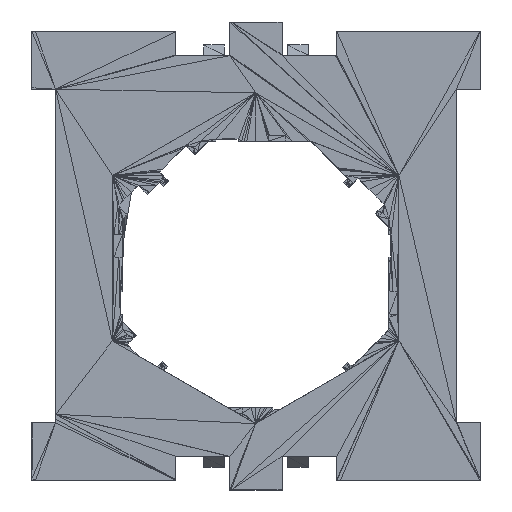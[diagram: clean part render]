
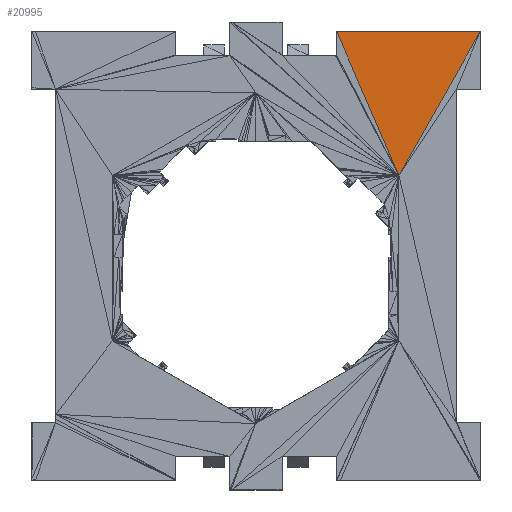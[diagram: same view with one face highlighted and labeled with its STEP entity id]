
A CAD part, top view. The second image highlights one B-rep face of the part: STEP entity #20995.
In plain terms, the highlighted planar face has unit normal (0, 0, 1).
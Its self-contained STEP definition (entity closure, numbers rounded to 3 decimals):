
#1511=FACE_OUTER_BOUND('',#3277,.T.);
#3277=EDGE_LOOP('',(#16916,#16917,#16918,#16919));
#5012=LINE('',#32159,#7671);
#5016=LINE('',#32165,#7675);
#5931=LINE('',#33999,#8590);
#5932=LINE('',#34001,#8591);
#7671=VECTOR('',#25994,10.);
#7675=VECTOR('',#26002,10.);
#8590=VECTOR('',#28417,10.);
#8591=VECTOR('',#28420,10.);
#8900=VERTEX_POINT('',#29340);
#9164=VERTEX_POINT('',#30265);
#9166=VERTEX_POINT('',#30270);
#9581=VERTEX_POINT('',#32158);
#11222=EDGE_CURVE('',#9166,#9581,#5012,.T.);
#11226=EDGE_CURVE('',#9581,#9164,#5016,.T.);
#12141=EDGE_CURVE('',#9166,#8900,#5931,.T.);
#12142=EDGE_CURVE('',#8900,#9164,#5932,.T.);
#16916=ORIENTED_EDGE('',*,*,#11222,.F.);
#16917=ORIENTED_EDGE('',*,*,#12141,.T.);
#16918=ORIENTED_EDGE('',*,*,#12142,.T.);
#16919=ORIENTED_EDGE('',*,*,#11226,.F.);
#19229=PLANE('',#22775);
#20995=ADVANCED_FACE('',(#1511),#19229,.T.);
#22775=AXIS2_PLACEMENT_3D('',#34000,#28418,#28419);
#25994=DIRECTION('',(1.,0.,0.));
#26002=DIRECTION('',(1.,0.,0.));
#28417=DIRECTION('',(0.397,-0.918,0.));
#28418=DIRECTION('center_axis',(0.,0.,1.));
#28419=DIRECTION('ref_axis',(1.,0.,0.));
#28420=DIRECTION('',(0.492,0.871,0.));
#29340=CARTESIAN_POINT('',(4.996,3.448,4.));
#30265=CARTESIAN_POINT('',(7.83,8.461,4.));
#30270=CARTESIAN_POINT('',(2.83,8.461,4.));
#32158=CARTESIAN_POINT('',(2.956,8.461,4.));
#32159=CARTESIAN_POINT('',(2.83,8.461,4.));
#32165=CARTESIAN_POINT('',(2.956,8.461,4.));
#33999=CARTESIAN_POINT('',(2.83,8.461,4.));
#34000=CARTESIAN_POINT('Origin',(4.996,3.448,4.));
#34001=CARTESIAN_POINT('',(4.996,3.448,4.));
